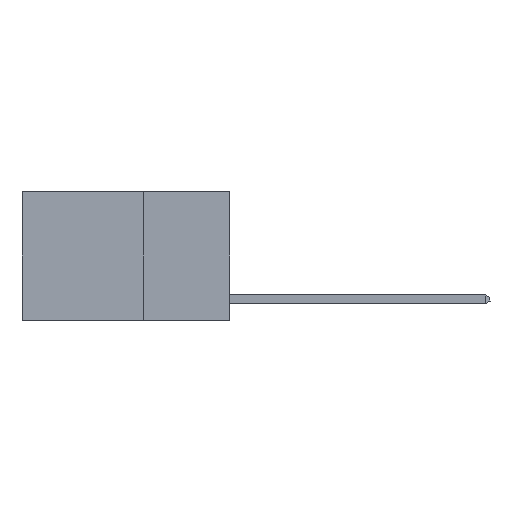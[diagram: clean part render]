
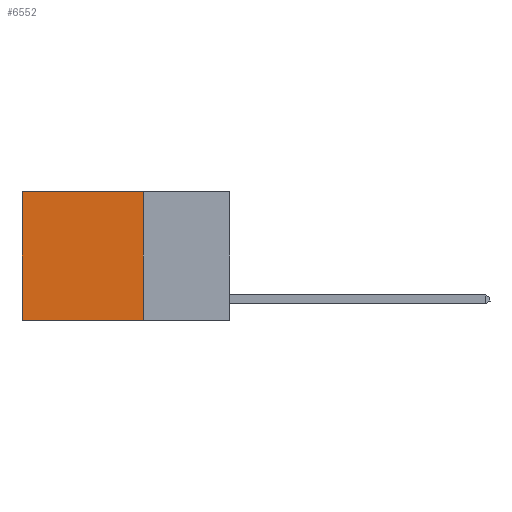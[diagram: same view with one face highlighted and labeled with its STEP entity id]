
A CAD part, left-side view. The second image highlights one B-rep face of the part: STEP entity #6552.
In plain terms, the highlighted planar face has unit normal (-1, 0, 0).
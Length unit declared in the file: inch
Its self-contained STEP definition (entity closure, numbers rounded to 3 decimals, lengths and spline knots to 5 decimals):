
#277 = EDGE_CURVE ( 'NONE', #7481, #1935, #1357, .T. ) ;
#329 = CARTESIAN_POINT ( 'NONE',  ( 0.2625, 0.6, 0. ) ) ;
#335 = LINE ( 'NONE', #11721, #10905 ) ;
#1357 = LINE ( 'NONE', #12554, #9326 ) ;
#1935 = VERTEX_POINT ( 'NONE', #10200 ) ;
#2240 = LINE ( 'NONE', #4432, #12377 ) ;
#2977 = DIRECTION ( 'NONE',  ( 0., 1., 0. ) ) ;
#3276 = DIRECTION ( 'NONE',  ( 0., 1., 0. ) ) ;
#3624 = VERTEX_POINT ( 'NONE', #329 ) ;
#3800 = EDGE_CURVE ( 'NONE', #5606, #3624, #335, .T. ) ;
#4088 = CARTESIAN_POINT ( 'NONE',  ( 0.2625, 0.25, 0. ) ) ;
#4432 = CARTESIAN_POINT ( 'NONE',  ( 0.2625, 0.6, 0. ) ) ;
#4741 = ORIENTED_EDGE ( 'NONE', *, *, #3800, .T. ) ;
#4753 = ORIENTED_EDGE ( 'NONE', *, *, #277, .F. ) ;
#4833 = FACE_OUTER_BOUND ( 'NONE', #6779, .T. ) ;
#5606 = VERTEX_POINT ( 'NONE', #4088 ) ;
#6552 = ADVANCED_FACE ( 'NONE', ( #4833 ), #11269, .F. ) ;
#6575 = DIRECTION ( 'NONE',  ( 0., 0., -1. ) ) ;
#6779 = EDGE_LOOP ( 'NONE', ( #7040, #4753, #10148, #4741 ) ) ;
#7040 = ORIENTED_EDGE ( 'NONE', *, *, #10349, .T. ) ;
#7481 = VERTEX_POINT ( 'NONE', #11367 ) ;
#8533 = CARTESIAN_POINT ( 'NONE',  ( 0.2625, 0.25, 0. ) ) ;
#9326 = VECTOR ( 'NONE', #3276, 39.37008 ) ;
#10148 = ORIENTED_EDGE ( 'NONE', *, *, #10332, .F. ) ;
#10200 = CARTESIAN_POINT ( 'NONE',  ( 0.2625, 0.6, -0.37 ) ) ;
#10291 = DIRECTION ( 'NONE',  ( 0., 0., -1. ) ) ;
#10314 = LINE ( 'NONE', #12955, #12651 ) ;
#10332 = EDGE_CURVE ( 'NONE', #5606, #7481, #10314, .T. ) ;
#10333 = DIRECTION ( 'NONE',  ( 0., 0., -1. ) ) ;
#10349 = EDGE_CURVE ( 'NONE', #3624, #1935, #2240, .T. ) ;
#10905 = VECTOR ( 'NONE', #2977, 39.37008 ) ;
#11269 = PLANE ( 'NONE',  #12004 ) ;
#11367 = CARTESIAN_POINT ( 'NONE',  ( 0.2625, 0.25, -0.37 ) ) ;
#11721 = CARTESIAN_POINT ( 'NONE',  ( 0.2625, 0.25, 0. ) ) ;
#12004 = AXIS2_PLACEMENT_3D ( 'NONE', #8533, #12141, #6575 ) ;
#12141 = DIRECTION ( 'NONE',  ( 1., 0., 0. ) ) ;
#12377 = VECTOR ( 'NONE', #10333, 39.37008 ) ;
#12554 = CARTESIAN_POINT ( 'NONE',  ( 0.2625, 0.25, -0.37 ) ) ;
#12651 = VECTOR ( 'NONE', #10291, 39.37008 ) ;
#12955 = CARTESIAN_POINT ( 'NONE',  ( 0.2625, 0.25, 0. ) ) ;
